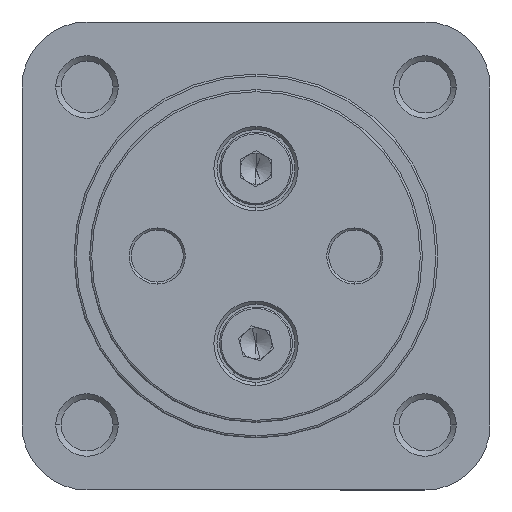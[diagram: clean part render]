
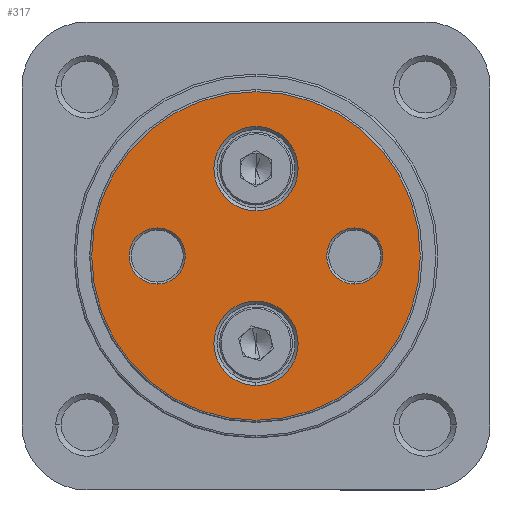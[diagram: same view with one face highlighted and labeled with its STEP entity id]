
A CAD part, left-side view. The second image highlights one B-rep face of the part: STEP entity #317.
In plain terms, the highlighted planar face has unit normal (-1, 0, 0).
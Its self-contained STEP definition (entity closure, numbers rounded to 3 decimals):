
#317 = ADVANCED_FACE ( 'NONE', ( #1723, #1721, #1726, #1728, #1724 ), #5904, .F. ) ;
#360 = VERTEX_POINT ( 'NONE', #6057 ) ;
#399 = VERTEX_POINT ( 'NONE', #6095 ) ;
#562 = VERTEX_POINT ( 'NONE', #6258 ) ;
#615 = VERTEX_POINT ( 'NONE', #6311 ) ;
#616 = VERTEX_POINT ( 'NONE', #6312 ) ;
#642 = VERTEX_POINT ( 'NONE', #6338 ) ;
#655 = VERTEX_POINT ( 'NONE', #6351 ) ;
#660 = VERTEX_POINT ( 'NONE', #6356 ) ;
#663 = VERTEX_POINT ( 'NONE', #6359 ) ;
#666 = VERTEX_POINT ( 'NONE', #6362 ) ;
#1300 = EDGE_LOOP ( 'NONE', ( #8528, #8567 ) ) ;
#1301 = EDGE_LOOP ( 'NONE', ( #8532, #8535 ) ) ;
#1302 = EDGE_LOOP ( 'NONE', ( #8529, #8564 ) ) ;
#1316 = EDGE_LOOP ( 'NONE', ( #8573, #8533 ) ) ;
#1420 = EDGE_LOOP ( 'NONE', ( #8540, #8583 ) ) ;
#1721 = FACE_BOUND ( 'NONE', #1300, .T. ) ;
#1723 = FACE_OUTER_BOUND ( 'NONE', #1420, .T. ) ;
#1724 = FACE_BOUND ( 'NONE', #1302, .T. ) ;
#1726 = FACE_BOUND ( 'NONE', #1316, .T. ) ;
#1728 = FACE_BOUND ( 'NONE', #1301, .T. ) ;
#2039 = CARTESIAN_POINT ( 'NONE',  ( 0., 9.5, 0. ) ) ;
#2040 = DIRECTION ( 'NONE',  ( 1., 0., 0. ) ) ;
#2041 = DIRECTION ( 'NONE',  ( 0., 0., -1. ) ) ;
#2049 = CARTESIAN_POINT ( 'NONE',  ( 0., -9.5, 0. ) ) ;
#2050 = DIRECTION ( 'NONE',  ( 1., 0., 0. ) ) ;
#2051 = DIRECTION ( 'NONE',  ( 0., 0., -1. ) ) ;
#2144 = CARTESIAN_POINT ( 'NONE',  ( 0., -9.5, 0. ) ) ;
#2151 = DIRECTION ( 'NONE',  ( 1., 0., 0. ) ) ;
#2152 = DIRECTION ( 'NONE',  ( 0., 0., -1. ) ) ;
#2162 = CARTESIAN_POINT ( 'NONE',  ( 0., 9.5, 0. ) ) ;
#2165 = CARTESIAN_POINT ( 'NONE',  ( 0., 0., 8.4 ) ) ;
#2169 = DIRECTION ( 'NONE',  ( 1., 0., 0. ) ) ;
#2170 = DIRECTION ( 'NONE',  ( 0., 0., -1. ) ) ;
#2172 = DIRECTION ( 'NONE',  ( 1., 0., 0. ) ) ;
#2173 = DIRECTION ( 'NONE',  ( 0., 0., -1. ) ) ;
#2177 = CARTESIAN_POINT ( 'NONE',  ( 0., 0., 0. ) ) ;
#2180 = CARTESIAN_POINT ( 'NONE',  ( 0., 0., -8.4 ) ) ;
#2184 = DIRECTION ( 'NONE',  ( -1., 0., 0. ) ) ;
#2185 = DIRECTION ( 'NONE',  ( 0., 0., -1. ) ) ;
#2187 = DIRECTION ( 'NONE',  ( 1., 0., 0. ) ) ;
#2188 = DIRECTION ( 'NONE',  ( 0., 0., -1. ) ) ;
#4522 = EDGE_CURVE ( 'NONE', #399, #360, #7233, .T. ) ;
#4532 = EDGE_CURVE ( 'NONE', #642, #562, #7245, .T. ) ;
#4536 = EDGE_CURVE ( 'NONE', #616, #615, #7251, .T. ) ;
#4564 = EDGE_CURVE ( 'NONE', #663, #666, #7293, .T. ) ;
#4568 = EDGE_CURVE ( 'NONE', #660, #655, #7299, .T. ) ;
#4610 = EDGE_CURVE ( 'NONE', #655, #660, #7363, .T. ) ;
#4616 = EDGE_CURVE ( 'NONE', #666, #663, #7369, .T. ) ;
#4617 = EDGE_CURVE ( 'NONE', #562, #642, #7370, .T. ) ;
#4621 = EDGE_CURVE ( 'NONE', #360, #399, #7374, .T. ) ;
#4622 = EDGE_CURVE ( 'NONE', #615, #616, #7375, .T. ) ;
#5155 = AXIS2_PLACEMENT_3D ( 'NONE', #5911, #5920, #5921 ) ;
#5316 = AXIS2_PLACEMENT_3D ( 'NONE', #6975, #6976, #6977 ) ;
#5326 = AXIS2_PLACEMENT_3D ( 'NONE', #7005, #7006, #7007 ) ;
#5327 = AXIS2_PLACEMENT_3D ( 'NONE', #7015, #7016, #7017 ) ;
#5343 = AXIS2_PLACEMENT_3D ( 'NONE', #2039, #2040, #2041 ) ;
#5344 = AXIS2_PLACEMENT_3D ( 'NONE', #2049, #2050, #2051 ) ;
#5361 = AXIS2_PLACEMENT_3D ( 'NONE', #2144, #2151, #2152 ) ;
#5367 = AXIS2_PLACEMENT_3D ( 'NONE', #2162, #2169, #2170 ) ;
#5368 = AXIS2_PLACEMENT_3D ( 'NONE', #2165, #2172, #2173 ) ;
#5372 = AXIS2_PLACEMENT_3D ( 'NONE', #2177, #2184, #2185 ) ;
#5373 = AXIS2_PLACEMENT_3D ( 'NONE', #2180, #2187, #2188 ) ;
#5904 = PLANE ( 'NONE',  #5155 ) ;
#5911 = CARTESIAN_POINT ( 'NONE',  ( 0., 0., 0. ) ) ;
#5920 = DIRECTION ( 'NONE',  ( 1., 0., 0. ) ) ;
#5921 = DIRECTION ( 'NONE',  ( 0., 0., -1. ) ) ;
#6057 = CARTESIAN_POINT ( 'NONE',  ( 0., 0., -15.8 ) ) ;
#6095 = CARTESIAN_POINT ( 'NONE',  ( 0., 0., 15.8 ) ) ;
#6258 = CARTESIAN_POINT ( 'NONE',  ( 0., 0., 4.35 ) ) ;
#6311 = CARTESIAN_POINT ( 'NONE',  ( 0., 0., -12.45 ) ) ;
#6312 = CARTESIAN_POINT ( 'NONE',  ( 0., 0., -4.35 ) ) ;
#6338 = CARTESIAN_POINT ( 'NONE',  ( 0., 0., 12.45 ) ) ;
#6351 = CARTESIAN_POINT ( 'NONE',  ( 0., -9.5, -2.7 ) ) ;
#6356 = CARTESIAN_POINT ( 'NONE',  ( 0., -9.5, 2.7 ) ) ;
#6359 = CARTESIAN_POINT ( 'NONE',  ( 0., 9.5, 2.7 ) ) ;
#6362 = CARTESIAN_POINT ( 'NONE',  ( 0., 9.5, -2.7 ) ) ;
#6975 = CARTESIAN_POINT ( 'NONE',  ( 0., 0., 0. ) ) ;
#6976 = DIRECTION ( 'NONE',  ( -1., 0., 0. ) ) ;
#6977 = DIRECTION ( 'NONE',  ( 0., 0., -1. ) ) ;
#7005 = CARTESIAN_POINT ( 'NONE',  ( 0., 0., 8.4 ) ) ;
#7006 = DIRECTION ( 'NONE',  ( 1., 0., 0. ) ) ;
#7007 = DIRECTION ( 'NONE',  ( 0., 0., -1. ) ) ;
#7015 = CARTESIAN_POINT ( 'NONE',  ( 0., 0., -8.4 ) ) ;
#7016 = DIRECTION ( 'NONE',  ( 1., 0., 0. ) ) ;
#7017 = DIRECTION ( 'NONE',  ( 0., 0., -1. ) ) ;
#7233 = CIRCLE ( 'NONE', #5316, 15.8 ) ;
#7245 = CIRCLE ( 'NONE', #5326, 4.05 ) ;
#7251 = CIRCLE ( 'NONE', #5327, 4.05 ) ;
#7293 = CIRCLE ( 'NONE', #5343, 2.7 ) ;
#7299 = CIRCLE ( 'NONE', #5344, 2.7 ) ;
#7363 = CIRCLE ( 'NONE', #5361, 2.7 ) ;
#7369 = CIRCLE ( 'NONE', #5367, 2.7 ) ;
#7370 = CIRCLE ( 'NONE', #5368, 4.05 ) ;
#7374 = CIRCLE ( 'NONE', #5372, 15.8 ) ;
#7375 = CIRCLE ( 'NONE', #5373, 4.05 ) ;
#8528 = ORIENTED_EDGE ( 'NONE', *, *, #4536, .T. ) ;
#8529 = ORIENTED_EDGE ( 'NONE', *, *, #4564, .T. ) ;
#8532 = ORIENTED_EDGE ( 'NONE', *, *, #4568, .T. ) ;
#8533 = ORIENTED_EDGE ( 'NONE', *, *, #4617, .T. ) ;
#8535 = ORIENTED_EDGE ( 'NONE', *, *, #4610, .T. ) ;
#8540 = ORIENTED_EDGE ( 'NONE', *, *, #4621, .T. ) ;
#8564 = ORIENTED_EDGE ( 'NONE', *, *, #4616, .T. ) ;
#8567 = ORIENTED_EDGE ( 'NONE', *, *, #4622, .T. ) ;
#8573 = ORIENTED_EDGE ( 'NONE', *, *, #4532, .T. ) ;
#8583 = ORIENTED_EDGE ( 'NONE', *, *, #4522, .T. ) ;
